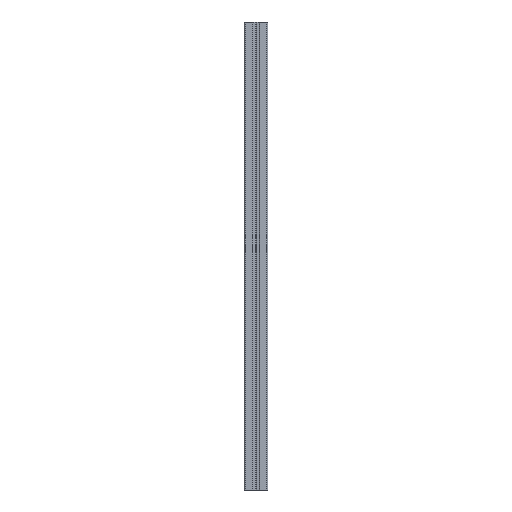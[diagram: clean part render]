
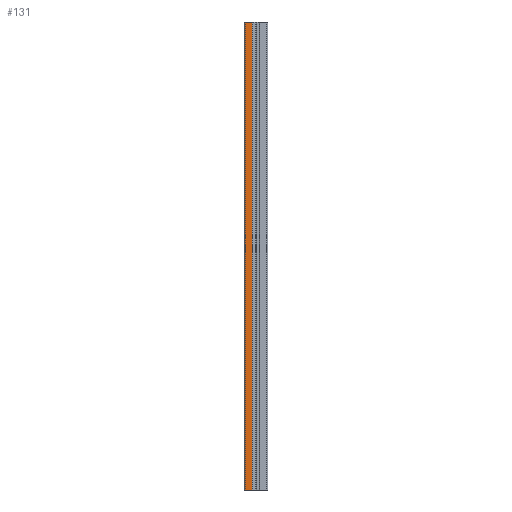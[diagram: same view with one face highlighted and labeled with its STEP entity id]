
A CAD part, front view. The second image highlights one B-rep face of the part: STEP entity #131.
In plain terms, the highlighted planar face has unit normal (0, -1, 0).
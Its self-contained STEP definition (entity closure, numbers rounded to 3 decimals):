
#131 = ADVANCED_FACE( '', ( #297 ), #298, .T. );
#297 = FACE_OUTER_BOUND( '', #496, .T. );
#298 = PLANE( '', #497 );
#496 = EDGE_LOOP( '', ( #855, #856, #857, #858 ) );
#497 = AXIS2_PLACEMENT_3D( '', #859, #860, #861 );
#855 = ORIENTED_EDGE( '', *, *, #1337, .F. );
#856 = ORIENTED_EDGE( '', *, *, #1375, .F. );
#857 = ORIENTED_EDGE( '', *, *, #1376, .T. );
#858 = ORIENTED_EDGE( '', *, *, #1377, .T. );
#859 = CARTESIAN_POINT( '', ( -9., -10., -400. ) );
#860 = DIRECTION( '', ( 0., -1., 0. ) );
#861 = DIRECTION( '', ( 0., 0., -1. ) );
#1337 = EDGE_CURVE( '', #1649, #1651, #1652, .T. );
#1375 = EDGE_CURVE( '', #1714, #1649, #1715, .T. );
#1376 = EDGE_CURVE( '', #1714, #1716, #1717, .T. );
#1377 = EDGE_CURVE( '', #1716, #1651, #1718, .T. );
#1649 = VERTEX_POINT( '', #2092 );
#1651 = VERTEX_POINT( '', #2094 );
#1652 = LINE( '', #2095, #2096 );
#1714 = VERTEX_POINT( '', #2191 );
#1715 = LINE( '', #2192, #2193 );
#1716 = VERTEX_POINT( '', #2194 );
#1717 = LINE( '', #2195, #2196 );
#1718 = LINE( '', #2197, #2198 );
#2092 = CARTESIAN_POINT( '', ( -9., -10., 0. ) );
#2094 = CARTESIAN_POINT( '', ( -3., -10., 0. ) );
#2095 = CARTESIAN_POINT( '', ( -9., -10., 0. ) );
#2096 = VECTOR( '', #2470, 1000. );
#2191 = CARTESIAN_POINT( '', ( -9., -10., -400. ) );
#2192 = CARTESIAN_POINT( '', ( -9., -10., -400. ) );
#2193 = VECTOR( '', #2513, 1000. );
#2194 = CARTESIAN_POINT( '', ( -3., -10., -400. ) );
#2195 = CARTESIAN_POINT( '', ( -9., -10., -400. ) );
#2196 = VECTOR( '', #2514, 1000. );
#2197 = CARTESIAN_POINT( '', ( -3., -10., -400. ) );
#2198 = VECTOR( '', #2515, 1000. );
#2470 = DIRECTION( '', ( 1., 0., 0. ) );
#2513 = DIRECTION( '', ( 0., 0., 1. ) );
#2514 = DIRECTION( '', ( 1., 0., 0. ) );
#2515 = DIRECTION( '', ( 0., 0., 1. ) );
